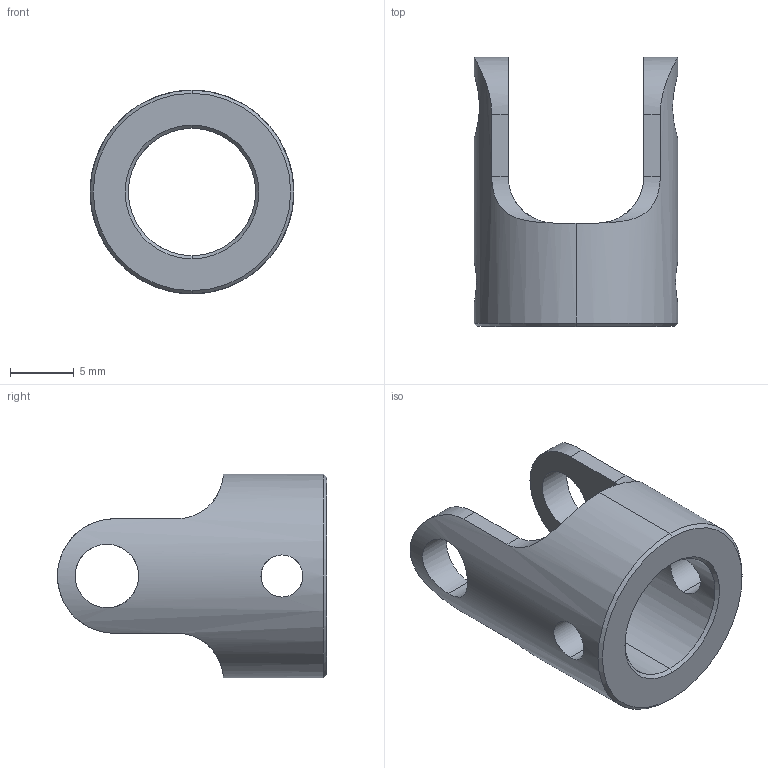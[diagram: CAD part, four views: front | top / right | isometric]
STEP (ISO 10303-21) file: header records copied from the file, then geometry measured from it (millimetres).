
FILE_DESCRIPTION (( 'STEP AP214' ), '1' );
FILE_NAME ('ForkA.STEP', '2022-06-18T06:59:27', ( '' ), ( '' ), 'SwSTEP 2.0', 'SolidWorks 2021', '' );
FILE_SCHEMA (( 'AUTOMOTIVE_DESIGN' ));
Length unit declared in the file: millimetre
Products named in the file (1): ForkA
Bounding box: 16 x 21.13 x 16 mm (x, y, z)
Volume: 1386 mm3; surface area: 1430.1 mm2
Topology: 1 solids, 1 shells, 33 faces, 88 edges, 56 vertices
Faces by surface type: cylinder 20, plane 9, cone 4
Entity records: 1598 total; most frequent: CARTESIAN_POINT 762, ORIENTED_EDGE 176, DIRECTION 150, EDGE_CURVE 88, AXIS2_PLACEMENT_3D 56, VERTEX_POINT 56, EDGE_LOOP 42, VECTOR 38
